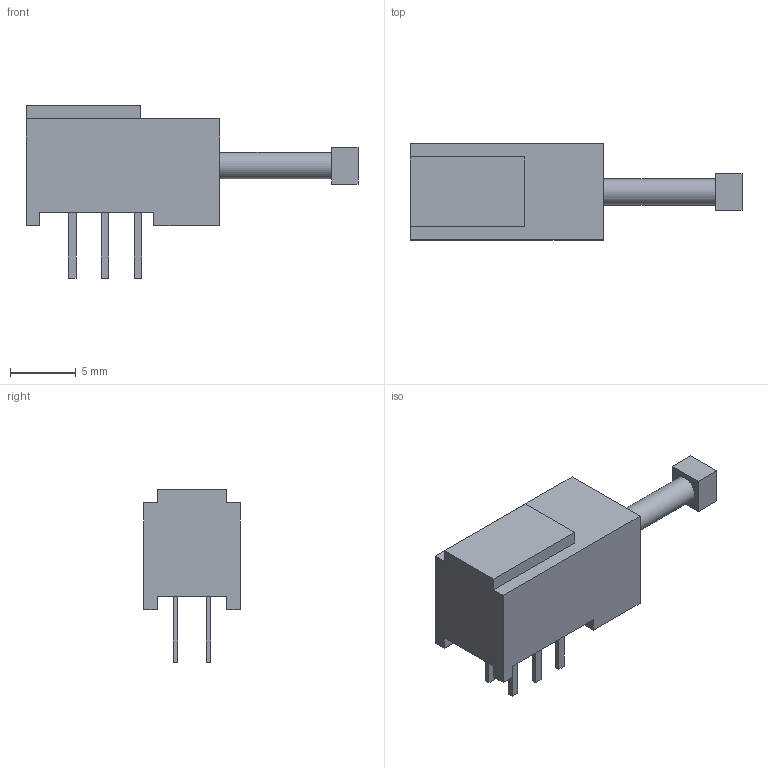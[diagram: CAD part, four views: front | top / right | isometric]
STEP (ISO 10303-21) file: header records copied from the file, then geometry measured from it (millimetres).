
FILE_DESCRIPTION( ( '' ), ' ' );
FILE_NAME( '5a6b4141f14eac0da0d95fcf.step', '2018-01-26T14:54:58', ( '' ), ( '' ), ' ', ' ', ' ' );
FILE_SCHEMA( ( 'AUTOMOTIVE_DESIGN { 1 0 10303 214 1 1 1 1 }' ) );
Length unit declared in the file: metre
Products named in the file (1): Open CASCADE STEP translator 6.8 1
Bounding box: 25.2 x 7.3 x 13.1 mm (x, y, z)
Volume: 868.7 mm3; surface area: 729.2 mm2
Topology: 1 solids, 1 shells, 59 faces, 147 edges, 98 vertices
Faces by surface type: plane 58, cylinder 1
Full cylindrical faces by diameter (mm): 2 x1
Entity records: 2936 total; most frequent: CARTESIAN_POINT 304, ORIENTED_EDGE 292, DIRECTION 268, STYLED_ITEM 205, PRESENTATION_STYLE_ASSIGNMENT 205, COLOUR_RGB 205, EDGE_CURVE 146, CURVE_STYLE 146
